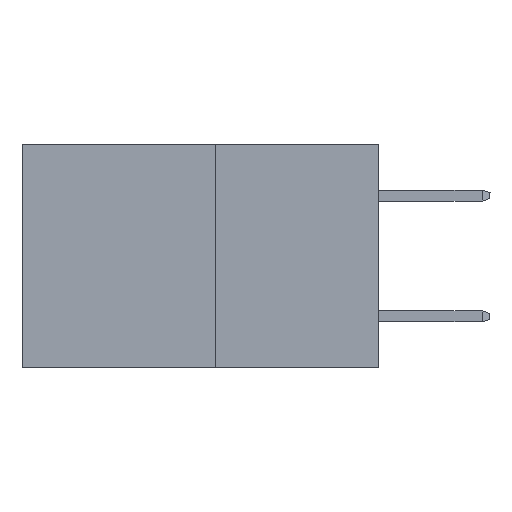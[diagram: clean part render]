
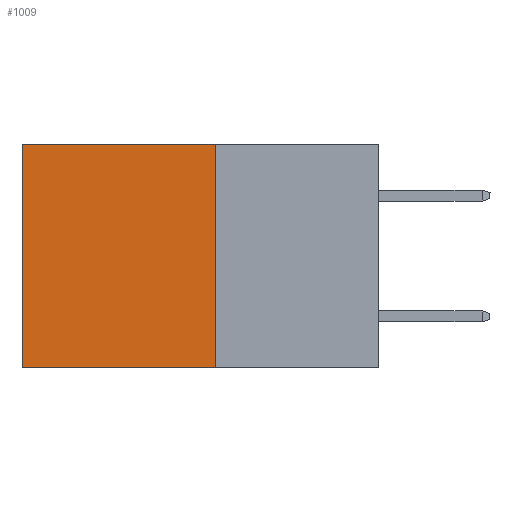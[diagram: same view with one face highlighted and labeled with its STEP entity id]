
A CAD part, left-side view. The second image highlights one B-rep face of the part: STEP entity #1009.
In plain terms, the highlighted planar face has unit normal (-1, 0, 0).
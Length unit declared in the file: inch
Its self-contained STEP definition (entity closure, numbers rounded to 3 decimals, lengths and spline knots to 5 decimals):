
#125 = DIRECTION ( 'NONE',  ( 0., 0., -1. ) ) ;
#264 = EDGE_CURVE ( 'NONE', #9749, #4208, #5414, .T. ) ;
#307 = VECTOR ( 'NONE', #11044, 39.37008 ) ;
#740 = CARTESIAN_POINT ( 'NONE',  ( 0.277, 0.27, 0. ) ) ;
#925 = EDGE_CURVE ( 'NONE', #4126, #9749, #2660, .T. ) ;
#1009 = ADVANCED_FACE ( 'NONE', ( #4278 ), #10996, .F. ) ;
#1684 = EDGE_CURVE ( 'NONE', #10103, #4208, #9438, .T. ) ;
#1920 = EDGE_CURVE ( 'NONE', #4126, #10103, #2891, .T. ) ;
#2284 = CARTESIAN_POINT ( 'NONE',  ( 0.277, 0.27, -0.37 ) ) ;
#2470 = CARTESIAN_POINT ( 'NONE',  ( 0.277, 0.59, -0.37 ) ) ;
#2660 = LINE ( 'NONE', #5762, #8825 ) ;
#2891 = LINE ( 'NONE', #3239, #307 ) ;
#2910 = DIRECTION ( 'NONE',  ( 0., 1., 0. ) ) ;
#3239 = CARTESIAN_POINT ( 'NONE',  ( 0.277, 0.27, 0. ) ) ;
#3635 = ORIENTED_EDGE ( 'NONE', *, *, #1684, .T. ) ;
#3694 = AXIS2_PLACEMENT_3D ( 'NONE', #2284, #7974, #8622 ) ;
#4126 = VERTEX_POINT ( 'NONE', #740 ) ;
#4208 = VERTEX_POINT ( 'NONE', #5589 ) ;
#4278 = FACE_OUTER_BOUND ( 'NONE', #9737, .T. ) ;
#5223 = ORIENTED_EDGE ( 'NONE', *, *, #1920, .T. ) ;
#5291 = VECTOR ( 'NONE', #125, 39.37008 ) ;
#5414 = LINE ( 'NONE', #8400, #7454 ) ;
#5581 = CARTESIAN_POINT ( 'NONE',  ( 0.277, 0.27, -0.37 ) ) ;
#5589 = CARTESIAN_POINT ( 'NONE',  ( 0.277, 0.59, -0.37 ) ) ;
#5762 = CARTESIAN_POINT ( 'NONE',  ( 0.277, 0.27, -0.37 ) ) ;
#6904 = ORIENTED_EDGE ( 'NONE', *, *, #264, .F. ) ;
#7454 = VECTOR ( 'NONE', #2910, 39.37008 ) ;
#7974 = DIRECTION ( 'NONE',  ( 1., 0., 0. ) ) ;
#8400 = CARTESIAN_POINT ( 'NONE',  ( 0.277, 0.27, -0.37 ) ) ;
#8622 = DIRECTION ( 'NONE',  ( 0., 0., -1. ) ) ;
#8825 = VECTOR ( 'NONE', #9739, 39.37008 ) ;
#9438 = LINE ( 'NONE', #2470, #5291 ) ;
#9737 = EDGE_LOOP ( 'NONE', ( #3635, #6904, #9857, #5223 ) ) ;
#9739 = DIRECTION ( 'NONE',  ( 0., 0., -1. ) ) ;
#9749 = VERTEX_POINT ( 'NONE', #5581 ) ;
#9857 = ORIENTED_EDGE ( 'NONE', *, *, #925, .F. ) ;
#10103 = VERTEX_POINT ( 'NONE', #10939 ) ;
#10939 = CARTESIAN_POINT ( 'NONE',  ( 0.277, 0.59, 0. ) ) ;
#10996 = PLANE ( 'NONE',  #3694 ) ;
#11044 = DIRECTION ( 'NONE',  ( 0., 1., 0. ) ) ;
